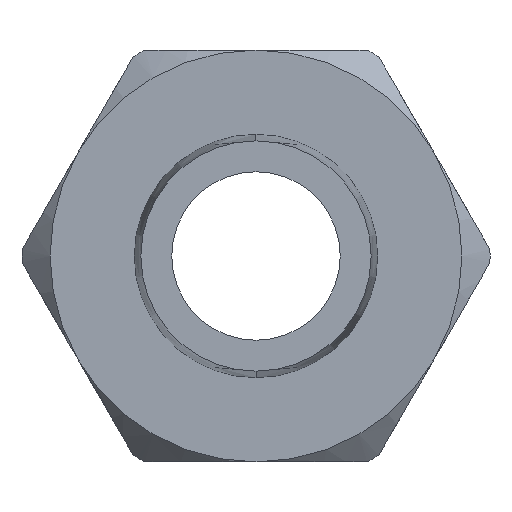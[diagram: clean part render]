
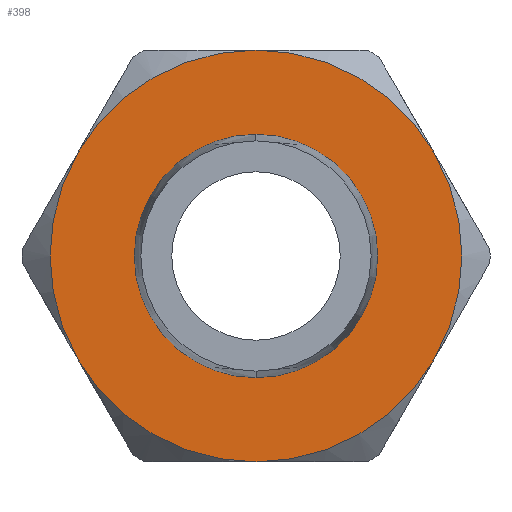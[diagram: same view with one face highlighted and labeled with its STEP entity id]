
A CAD part, left-side view. The second image highlights one B-rep face of the part: STEP entity #398.
In plain terms, the highlighted planar face has unit normal (-1, 0, 0).
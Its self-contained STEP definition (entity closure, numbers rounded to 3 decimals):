
#20 = ORIENTED_EDGE ( 'NONE', *, *, #456, .T. ) ;
#32 = CARTESIAN_POINT ( 'NONE',  ( 16., 0., 0. ) ) ;
#38 = CARTESIAN_POINT ( 'NONE',  ( 16., 9.526, -5.5 ) ) ;
#47 = AXIS2_PLACEMENT_3D ( 'NONE', #817, #285, #1091 ) ;
#59 = DIRECTION ( 'NONE',  ( 0., 0., 1. ) ) ;
#61 = ORIENTED_EDGE ( 'NONE', *, *, #709, .T. ) ;
#87 = CIRCLE ( 'NONE', #363, 11. ) ;
#107 = VERTEX_POINT ( 'NONE', #320 ) ;
#114 = AXIS2_PLACEMENT_3D ( 'NONE', #1128, #437, #1085 ) ;
#118 = DIRECTION ( 'NONE',  ( -1., 0., 0. ) ) ;
#127 = CARTESIAN_POINT ( 'NONE',  ( 16., 0., 0. ) ) ;
#132 = VERTEX_POINT ( 'NONE', #733 ) ;
#141 = EDGE_LOOP ( 'NONE', ( #950, #616 ) ) ;
#151 = VERTEX_POINT ( 'NONE', #38 ) ;
#182 = EDGE_CURVE ( 'NONE', #151, #132, #457, .T. ) ;
#199 = VERTEX_POINT ( 'NONE', #783 ) ;
#226 = CARTESIAN_POINT ( 'NONE',  ( 16., 0., 0. ) ) ;
#245 = ORIENTED_EDGE ( 'NONE', *, *, #298, .T. ) ;
#247 = CARTESIAN_POINT ( 'NONE',  ( 16., 0., 0. ) ) ;
#262 = DIRECTION ( 'NONE',  ( 0., 0., 1. ) ) ;
#285 = DIRECTION ( 'NONE',  ( -1., 0., 0. ) ) ;
#296 = FACE_OUTER_BOUND ( 'NONE', #611, .T. ) ;
#298 = EDGE_CURVE ( 'NONE', #816, #107, #660, .T. ) ;
#302 = CARTESIAN_POINT ( 'NONE',  ( 16., 0., 6.5 ) ) ;
#309 = DIRECTION ( 'NONE',  ( 0., 0., -1. ) ) ;
#316 = DIRECTION ( 'NONE',  ( 0., 0., 1. ) ) ;
#320 = CARTESIAN_POINT ( 'NONE',  ( 16., 9.526, 5.5 ) ) ;
#332 = EDGE_CURVE ( 'NONE', #564, #816, #725, .T. ) ;
#353 = VERTEX_POINT ( 'NONE', #302 ) ;
#356 = CARTESIAN_POINT ( 'NONE',  ( 16., 0., 0. ) ) ;
#363 = AXIS2_PLACEMENT_3D ( 'NONE', #247, #925, #316 ) ;
#373 = CARTESIAN_POINT ( 'NONE',  ( 16., -9.526, -5.5 ) ) ;
#378 = AXIS2_PLACEMENT_3D ( 'NONE', #356, #1058, #1109 ) ;
#395 = DIRECTION ( 'NONE',  ( 0., 0., 1. ) ) ;
#398 = ADVANCED_FACE ( 'NONE', ( #741, #296 ), #648, .F. ) ;
#402 = AXIS2_PLACEMENT_3D ( 'NONE', #127, #118, #395 ) ;
#417 = EDGE_CURVE ( 'NONE', #353, #199, #765, .T. ) ;
#437 = DIRECTION ( 'NONE',  ( -1., 0., 0. ) ) ;
#456 = EDGE_CURVE ( 'NONE', #132, #1010, #1065, .T. ) ;
#457 = CIRCLE ( 'NONE', #893, 11. ) ;
#471 = EDGE_CURVE ( 'NONE', #1010, #564, #956, .T. ) ;
#475 = DIRECTION ( 'NONE',  ( 0., 0., 1. ) ) ;
#491 = ORIENTED_EDGE ( 'NONE', *, *, #471, .T. ) ;
#492 = DIRECTION ( 'NONE',  ( -1., 0., 0. ) ) ;
#497 = AXIS2_PLACEMENT_3D ( 'NONE', #1014, #566, #309 ) ;
#564 = VERTEX_POINT ( 'NONE', #692 ) ;
#566 = DIRECTION ( 'NONE',  ( 1., 0., 0. ) ) ;
#571 = EDGE_CURVE ( 'NONE', #199, #353, #608, .T. ) ;
#586 = DIRECTION ( 'NONE',  ( -1., 0., 0. ) ) ;
#608 = CIRCLE ( 'NONE', #745, 6.5 ) ;
#611 = EDGE_LOOP ( 'NONE', ( #761, #20, #491, #1013, #245, #61 ) ) ;
#616 = ORIENTED_EDGE ( 'NONE', *, *, #571, .F. ) ;
#648 = PLANE ( 'NONE',  #497 ) ;
#660 = CIRCLE ( 'NONE', #378, 11. ) ;
#692 = CARTESIAN_POINT ( 'NONE',  ( 16., -9.526, 5.5 ) ) ;
#709 = EDGE_CURVE ( 'NONE', #107, #151, #87, .T. ) ;
#725 = CIRCLE ( 'NONE', #1008, 11. ) ;
#733 = CARTESIAN_POINT ( 'NONE',  ( 16., 0., -11. ) ) ;
#741 = FACE_BOUND ( 'NONE', #141, .T. ) ;
#745 = AXIS2_PLACEMENT_3D ( 'NONE', #226, #586, #59 ) ;
#761 = ORIENTED_EDGE ( 'NONE', *, *, #182, .T. ) ;
#765 = CIRCLE ( 'NONE', #402, 6.5 ) ;
#783 = CARTESIAN_POINT ( 'NONE',  ( 16., 0., -6.5 ) ) ;
#816 = VERTEX_POINT ( 'NONE', #980 ) ;
#817 = CARTESIAN_POINT ( 'NONE',  ( 16., 0., 0. ) ) ;
#864 = DIRECTION ( 'NONE',  ( -1., 0., 0. ) ) ;
#893 = AXIS2_PLACEMENT_3D ( 'NONE', #1049, #864, #262 ) ;
#925 = DIRECTION ( 'NONE',  ( -1., 0., 0. ) ) ;
#950 = ORIENTED_EDGE ( 'NONE', *, *, #417, .F. ) ;
#956 = CIRCLE ( 'NONE', #47, 11. ) ;
#980 = CARTESIAN_POINT ( 'NONE',  ( 16., 0., 11. ) ) ;
#1008 = AXIS2_PLACEMENT_3D ( 'NONE', #32, #492, #475 ) ;
#1010 = VERTEX_POINT ( 'NONE', #373 ) ;
#1013 = ORIENTED_EDGE ( 'NONE', *, *, #332, .T. ) ;
#1014 = CARTESIAN_POINT ( 'NONE',  ( 16., 0., 0. ) ) ;
#1049 = CARTESIAN_POINT ( 'NONE',  ( 16., 0., 0. ) ) ;
#1058 = DIRECTION ( 'NONE',  ( -1., 0., 0. ) ) ;
#1065 = CIRCLE ( 'NONE', #114, 11. ) ;
#1085 = DIRECTION ( 'NONE',  ( 0., 0., 1. ) ) ;
#1091 = DIRECTION ( 'NONE',  ( 0., 0., 1. ) ) ;
#1109 = DIRECTION ( 'NONE',  ( 0., 0., 1. ) ) ;
#1128 = CARTESIAN_POINT ( 'NONE',  ( 16., 0., 0. ) ) ;
